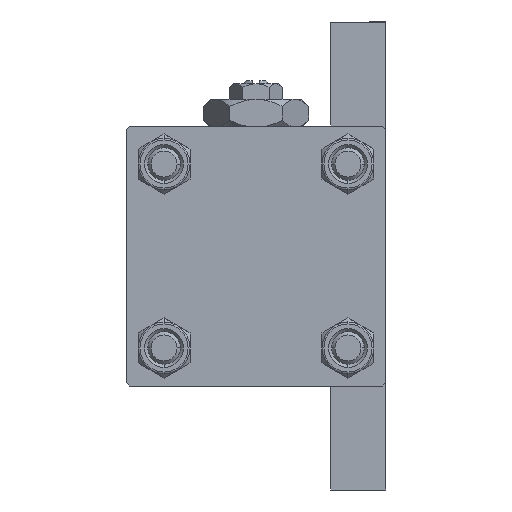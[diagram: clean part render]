
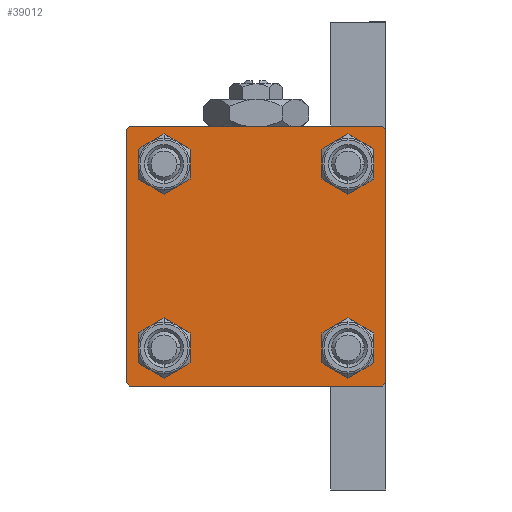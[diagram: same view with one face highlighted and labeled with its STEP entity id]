
A CAD part, left-side view. The second image highlights one B-rep face of the part: STEP entity #39012.
In plain terms, the highlighted planar face has unit normal (-1, 0, 0).
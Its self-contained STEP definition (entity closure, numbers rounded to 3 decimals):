
#36 = VECTOR ( 'NONE', #7385, 1000. ) ;
#280 = AXIS2_PLACEMENT_3D ( 'NONE', #37397, #40427, #5896 ) ;
#513 = EDGE_CURVE ( 'NONE', #6965, #47103, #4170, .T. ) ;
#598 = ORIENTED_EDGE ( 'NONE', *, *, #22444, .F. ) ;
#1188 = DIRECTION ( 'NONE',  ( 0., -1., 0. ) ) ;
#1961 = EDGE_CURVE ( 'NONE', #38070, #45304, #31600, .T. ) ;
#1962 = DIRECTION ( 'NONE',  ( 0., 0., -1. ) ) ;
#1994 = FACE_OUTER_BOUND ( 'NONE', #28512, .T. ) ;
#2032 = CARTESIAN_POINT ( 'NONE',  ( 0., 14.15, -11.15 ) ) ;
#2748 = ORIENTED_EDGE ( 'NONE', *, *, #7922, .T. ) ;
#2774 = CARTESIAN_POINT ( 'NONE',  ( 0., -14.15, 14.15 ) ) ;
#3000 = VECTOR ( 'NONE', #18208, 1000. ) ;
#3152 = AXIS2_PLACEMENT_3D ( 'NONE', #2774, #22173, #33522 ) ;
#3482 = EDGE_CURVE ( 'NONE', #45304, #14789, #48708, .T. ) ;
#3528 = EDGE_LOOP ( 'NONE', ( #23091, #28089 ) ) ;
#4170 = CIRCLE ( 'NONE', #17075, 3. ) ;
#4239 = DIRECTION ( 'NONE',  ( 0., 0., 1. ) ) ;
#4340 = DIRECTION ( 'NONE',  ( 0., 0., 1. ) ) ;
#4855 = AXIS2_PLACEMENT_3D ( 'NONE', #9316, #35798, #5526 ) ;
#4971 = CARTESIAN_POINT ( 'NONE',  ( 0., 20., 20. ) ) ;
#5032 = CARTESIAN_POINT ( 'NONE',  ( 0., 19.5, 20. ) ) ;
#5036 = VECTOR ( 'NONE', #29455, 1000. ) ;
#5526 = DIRECTION ( 'NONE',  ( 0., 0., 1. ) ) ;
#5597 = ORIENTED_EDGE ( 'NONE', *, *, #3482, .T. ) ;
#5733 = LINE ( 'NONE', #36497, #48623 ) ;
#5896 = DIRECTION ( 'NONE',  ( 0., 0., 1. ) ) ;
#6156 = LINE ( 'NONE', #21537, #41011 ) ;
#6965 = VERTEX_POINT ( 'NONE', #25391 ) ;
#7385 = DIRECTION ( 'NONE',  ( 0., 0.707, 0.707 ) ) ;
#7840 = VERTEX_POINT ( 'NONE', #14866 ) ;
#7922 = EDGE_CURVE ( 'NONE', #13670, #31077, #22457, .T. ) ;
#9316 = CARTESIAN_POINT ( 'NONE',  ( 0., 0., 0. ) ) ;
#9801 = FACE_BOUND ( 'NONE', #48244, .T. ) ;
#9894 = ORIENTED_EDGE ( 'NONE', *, *, #48522, .T. ) ;
#11407 = CIRCLE ( 'NONE', #39593, 3. ) ;
#11499 = AXIS2_PLACEMENT_3D ( 'NONE', #15701, #11901, #4340 ) ;
#11901 = DIRECTION ( 'NONE',  ( 1., 0., 0. ) ) ;
#12093 = ORIENTED_EDGE ( 'NONE', *, *, #28943, .T. ) ;
#12159 = DIRECTION ( 'NONE',  ( 1., 0., 0. ) ) ;
#12847 = FACE_BOUND ( 'NONE', #28199, .T. ) ;
#13334 = VERTEX_POINT ( 'NONE', #42941 ) ;
#13670 = VERTEX_POINT ( 'NONE', #36762 ) ;
#13681 = CARTESIAN_POINT ( 'NONE',  ( 0., 14.15, -17.15 ) ) ;
#13909 = EDGE_CURVE ( 'NONE', #38070, #13334, #35722, .T. ) ;
#14093 = ORIENTED_EDGE ( 'NONE', *, *, #34058, .T. ) ;
#14184 = EDGE_CURVE ( 'NONE', #27213, #30891, #30619, .T. ) ;
#14254 = LINE ( 'NONE', #28629, #34313 ) ;
#14605 = EDGE_CURVE ( 'NONE', #22181, #23181, #37072, .T. ) ;
#14789 = VERTEX_POINT ( 'NONE', #39756 ) ;
#14866 = CARTESIAN_POINT ( 'NONE',  ( 0., -20., -19.5 ) ) ;
#15213 = VERTEX_POINT ( 'NONE', #23562 ) ;
#15701 = CARTESIAN_POINT ( 'NONE',  ( 0., 14.15, -14.15 ) ) ;
#16258 = CARTESIAN_POINT ( 'NONE',  ( 0., 20., 19.5 ) ) ;
#16846 = ORIENTED_EDGE ( 'NONE', *, *, #39267, .T. ) ;
#17075 = AXIS2_PLACEMENT_3D ( 'NONE', #43294, #23895, #4239 ) ;
#17131 = VERTEX_POINT ( 'NONE', #49489 ) ;
#17892 = EDGE_CURVE ( 'NONE', #30891, #27213, #11407, .T. ) ;
#18208 = DIRECTION ( 'NONE',  ( 0., 0., -1. ) ) ;
#20019 = CARTESIAN_POINT ( 'NONE',  ( 0., 19.75, 19.75 ) ) ;
#21537 = CARTESIAN_POINT ( 'NONE',  ( 0., 20., -20. ) ) ;
#22015 = CIRCLE ( 'NONE', #280, 3. ) ;
#22173 = DIRECTION ( 'NONE',  ( 1., 0., 0. ) ) ;
#22181 = VERTEX_POINT ( 'NONE', #13681 ) ;
#22190 = ORIENTED_EDGE ( 'NONE', *, *, #14605, .T. ) ;
#22444 = EDGE_CURVE ( 'NONE', #17131, #7840, #5733, .T. ) ;
#22457 = CIRCLE ( 'NONE', #3152, 3. ) ;
#23091 = ORIENTED_EDGE ( 'NONE', *, *, #49233, .T. ) ;
#23181 = VERTEX_POINT ( 'NONE', #2032 ) ;
#23188 = ORIENTED_EDGE ( 'NONE', *, *, #14184, .T. ) ;
#23498 = CARTESIAN_POINT ( 'NONE',  ( 0., -19.75, 19.75 ) ) ;
#23562 = CARTESIAN_POINT ( 'NONE',  ( 0., 19.5, -20. ) ) ;
#23895 = DIRECTION ( 'NONE',  ( 1., 0., 0. ) ) ;
#25391 = CARTESIAN_POINT ( 'NONE',  ( 0., -14.15, -17.15 ) ) ;
#27213 = VERTEX_POINT ( 'NONE', #29381 ) ;
#28089 = ORIENTED_EDGE ( 'NONE', *, *, #513, .T. ) ;
#28199 = EDGE_LOOP ( 'NONE', ( #2748, #14093 ) ) ;
#28512 = EDGE_LOOP ( 'NONE', ( #5597, #12093, #38472, #48830, #598, #16846, #44902, #28630 ) ) ;
#28629 = CARTESIAN_POINT ( 'NONE',  ( 0., 19.75, -19.75 ) ) ;
#28630 = ORIENTED_EDGE ( 'NONE', *, *, #1961, .T. ) ;
#28899 = DIRECTION ( 'NONE',  ( 0., 0., 1. ) ) ;
#28943 = EDGE_CURVE ( 'NONE', #14789, #15213, #14254, .T. ) ;
#29208 = DIRECTION ( 'NONE',  ( 1., 0., 0. ) ) ;
#29381 = CARTESIAN_POINT ( 'NONE',  ( 0., 14.15, 11.15 ) ) ;
#29455 = DIRECTION ( 'NONE',  ( 0., -0.707, 0.707 ) ) ;
#29599 = CARTESIAN_POINT ( 'NONE',  ( 0., -14.15, 14.15 ) ) ;
#29645 = DIRECTION ( 'NONE',  ( 1., 0., 0. ) ) ;
#29678 = AXIS2_PLACEMENT_3D ( 'NONE', #29599, #41187, #33633 ) ;
#29802 = AXIS2_PLACEMENT_3D ( 'NONE', #40791, #29208, #40300 ) ;
#30619 = CIRCLE ( 'NONE', #38646, 3. ) ;
#30643 = ORIENTED_EDGE ( 'NONE', *, *, #17892, .T. ) ;
#30891 = VERTEX_POINT ( 'NONE', #33172 ) ;
#31077 = VERTEX_POINT ( 'NONE', #46004 ) ;
#31600 = LINE ( 'NONE', #20019, #36899 ) ;
#31756 = PLANE ( 'NONE',  #4855 ) ;
#32098 = CIRCLE ( 'NONE', #29678, 3. ) ;
#32368 = CARTESIAN_POINT ( 'NONE',  ( 0., -19.5, -20. ) ) ;
#32748 = FACE_BOUND ( 'NONE', #3528, .T. ) ;
#33128 = EDGE_CURVE ( 'NONE', #15213, #45414, #6156, .T. ) ;
#33172 = CARTESIAN_POINT ( 'NONE',  ( 0., 14.15, 17.15 ) ) ;
#33239 = CIRCLE ( 'NONE', #11499, 3. ) ;
#33329 = CARTESIAN_POINT ( 'NONE',  ( 0., 20., 20. ) ) ;
#33522 = DIRECTION ( 'NONE',  ( 0., 0., 1. ) ) ;
#33633 = DIRECTION ( 'NONE',  ( 0., 0., 1. ) ) ;
#34058 = EDGE_CURVE ( 'NONE', #31077, #13670, #32098, .T. ) ;
#34313 = VECTOR ( 'NONE', #48539, 1000. ) ;
#34857 = LINE ( 'NONE', #23498, #36 ) ;
#35722 = LINE ( 'NONE', #4971, #43441 ) ;
#35798 = DIRECTION ( 'NONE',  ( -1., 0., 0. ) ) ;
#36290 = CARTESIAN_POINT ( 'NONE',  ( 0., -19.75, -19.75 ) ) ;
#36497 = CARTESIAN_POINT ( 'NONE',  ( 0., -20., 20. ) ) ;
#36762 = CARTESIAN_POINT ( 'NONE',  ( 0., -14.15, 17.15 ) ) ;
#36899 = VECTOR ( 'NONE', #46990, 1000. ) ;
#37072 = CIRCLE ( 'NONE', #29802, 3. ) ;
#37397 = CARTESIAN_POINT ( 'NONE',  ( 0., -14.15, -14.15 ) ) ;
#38070 = VERTEX_POINT ( 'NONE', #5032 ) ;
#38472 = ORIENTED_EDGE ( 'NONE', *, *, #33128, .T. ) ;
#38558 = EDGE_LOOP ( 'NONE', ( #9894, #22190 ) ) ;
#38646 = AXIS2_PLACEMENT_3D ( 'NONE', #42398, #12159, #42898 ) ;
#39012 = ADVANCED_FACE ( 'NONE', ( #12847, #32748, #44334, #9801, #1994 ), #31756, .T. ) ;
#39267 = EDGE_CURVE ( 'NONE', #17131, #13334, #34857, .T. ) ;
#39593 = AXIS2_PLACEMENT_3D ( 'NONE', #40247, #29645, #28899 ) ;
#39756 = CARTESIAN_POINT ( 'NONE',  ( 0., 20., -19.5 ) ) ;
#40247 = CARTESIAN_POINT ( 'NONE',  ( 0., 14.15, 14.15 ) ) ;
#40300 = DIRECTION ( 'NONE',  ( 0., 0., 1. ) ) ;
#40307 = LINE ( 'NONE', #36290, #5036 ) ;
#40427 = DIRECTION ( 'NONE',  ( 1., 0., 0. ) ) ;
#40791 = CARTESIAN_POINT ( 'NONE',  ( 0., 14.15, -14.15 ) ) ;
#41011 = VECTOR ( 'NONE', #41430, 1000. ) ;
#41187 = DIRECTION ( 'NONE',  ( 1., 0., 0. ) ) ;
#41430 = DIRECTION ( 'NONE',  ( 0., -1., 0. ) ) ;
#41968 = CARTESIAN_POINT ( 'NONE',  ( 0., -14.15, -11.15 ) ) ;
#42398 = CARTESIAN_POINT ( 'NONE',  ( 0., 14.15, 14.15 ) ) ;
#42898 = DIRECTION ( 'NONE',  ( 0., 0., 1. ) ) ;
#42941 = CARTESIAN_POINT ( 'NONE',  ( 0., -19.5, 20. ) ) ;
#43294 = CARTESIAN_POINT ( 'NONE',  ( 0., -14.15, -14.15 ) ) ;
#43441 = VECTOR ( 'NONE', #1188, 1000. ) ;
#43804 = EDGE_CURVE ( 'NONE', #45414, #7840, #40307, .T. ) ;
#44334 = FACE_BOUND ( 'NONE', #38558, .T. ) ;
#44902 = ORIENTED_EDGE ( 'NONE', *, *, #13909, .F. ) ;
#45304 = VERTEX_POINT ( 'NONE', #16258 ) ;
#45414 = VERTEX_POINT ( 'NONE', #32368 ) ;
#46004 = CARTESIAN_POINT ( 'NONE',  ( 0., -14.15, 11.15 ) ) ;
#46990 = DIRECTION ( 'NONE',  ( 0., 0.707, -0.707 ) ) ;
#47103 = VERTEX_POINT ( 'NONE', #41968 ) ;
#48244 = EDGE_LOOP ( 'NONE', ( #30643, #23188 ) ) ;
#48522 = EDGE_CURVE ( 'NONE', #23181, #22181, #33239, .T. ) ;
#48539 = DIRECTION ( 'NONE',  ( 0., -0.707, -0.707 ) ) ;
#48623 = VECTOR ( 'NONE', #1962, 1000. ) ;
#48708 = LINE ( 'NONE', #33329, #3000 ) ;
#48830 = ORIENTED_EDGE ( 'NONE', *, *, #43804, .T. ) ;
#49233 = EDGE_CURVE ( 'NONE', #47103, #6965, #22015, .T. ) ;
#49489 = CARTESIAN_POINT ( 'NONE',  ( 0., -20., 19.5 ) ) ;
